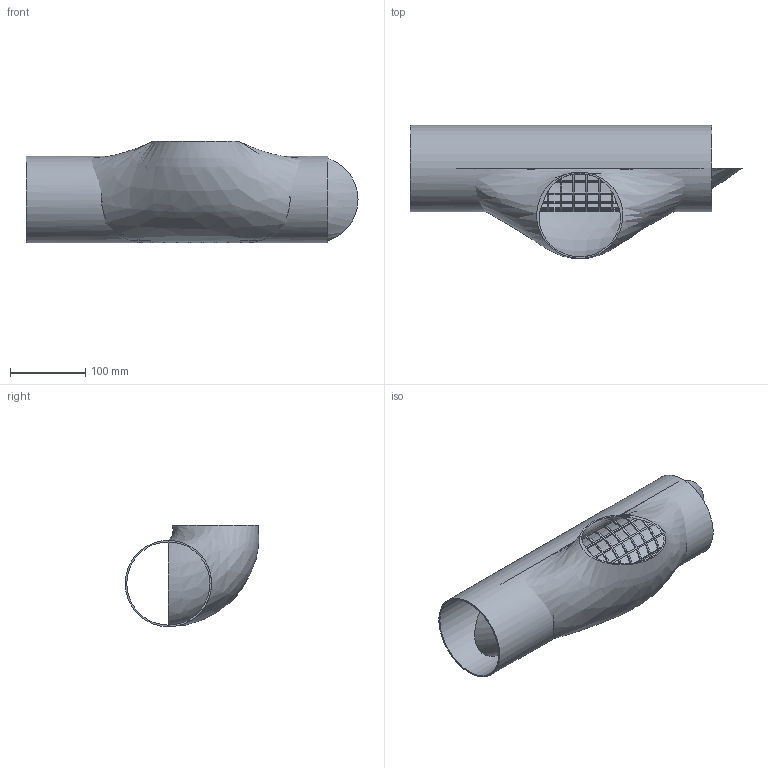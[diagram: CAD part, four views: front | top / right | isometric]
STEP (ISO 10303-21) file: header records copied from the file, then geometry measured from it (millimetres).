
FILE_DESCRIPTION (( 'STEP AP214' ), '1' );
FILE_NAME ('19024-1A06_7001x.STEP', '2025-07-11T08:59:42', ( '' ), ( '' ), 'SwSTEP 2.0', 'SolidWorks 2022', '' );
FILE_SCHEMA (( 'AUTOMOTIVE_DESIGN' ));
Length unit declared in the file: millimetre
Products named in the file (1): 19024-1A06_7001x
Bounding box: 440 x 176.85 x 134.3 mm (x, y, z)
Volume: 394057.9 mm3; surface area: 415794.4 mm2
Topology: 3 solids, 3 shells, 570 faces, 1703 edges, 1137 vertices
Faces by surface type: bspline 558, plane 8, cylinder 4
Full cylindrical faces by diameter (mm): 110.3 x1, 114.3 x1
Entity records: 64326 total; most frequent: CARTESIAN_POINT 53015, ORIENTED_EDGE 3382, EDGE_CURVE 1691, B_SPLINE_CURVE_WITH_KNOTS 1348, VERTEX_POINT 1131, EDGE_LOOP 792, FACE_OUTER_BOUND 574, ADVANCED_FACE 570
